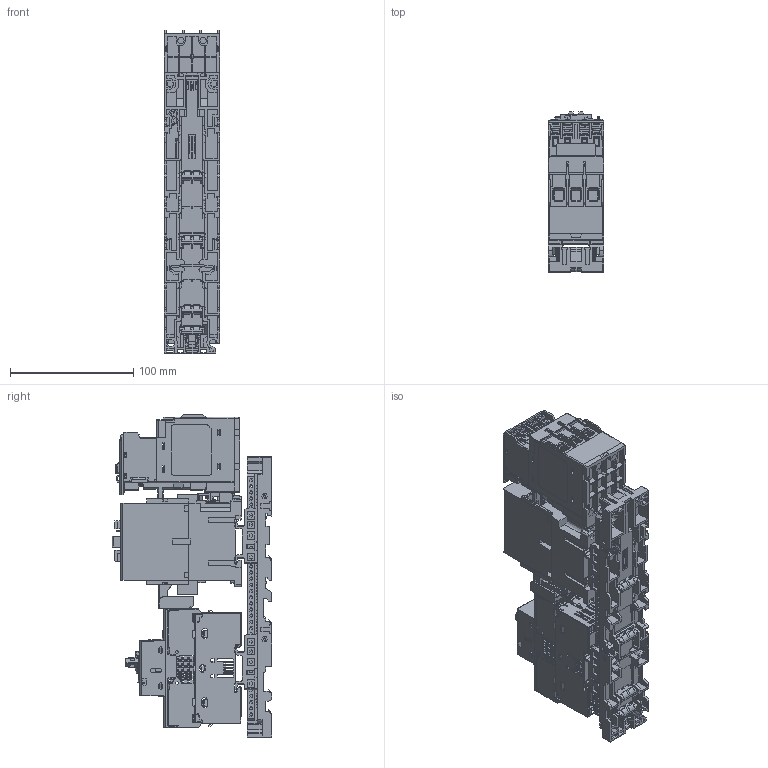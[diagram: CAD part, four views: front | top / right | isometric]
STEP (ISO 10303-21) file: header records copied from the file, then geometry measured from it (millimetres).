
FILE_DESCRIPTION((''),'2;1');
FILE_NAME('3COMP_D_FRAME_CA_30','2023-03-24T12:11:42',('MLatos'),('Rockwell Automation'),'CREO PARAMETRIC BY PTC INC, 2022162','CREO PARAMETRIC BY PTC INC, 2022162','');
FILE_SCHEMA(('CONFIG_CONTROL_DESIGN'));
Products named in the file (1): 3COMP_D_FRAME_CA_30
Bounding box: 45 x 129.7 x 262.45 mm (x, y, z)
Topology: 0 solids, 780 shells, 3736 faces, 24039 edges, 20764 vertices
Faces by surface type: plane 2425, cylinder 862, cone 162, bspline 133, torus 110, extrusion 32, sphere 12
Entity records: 283282 total; most frequent: CARTESIAN_POINT 115128, ORIENTED_EDGE 30010, DIRECTION 29920, EDGE_CURVE 24039, VERTEX_POINT 20771, VECTOR 15822, LINE 15790, AXIS2_PLACEMENT_3D 7049
